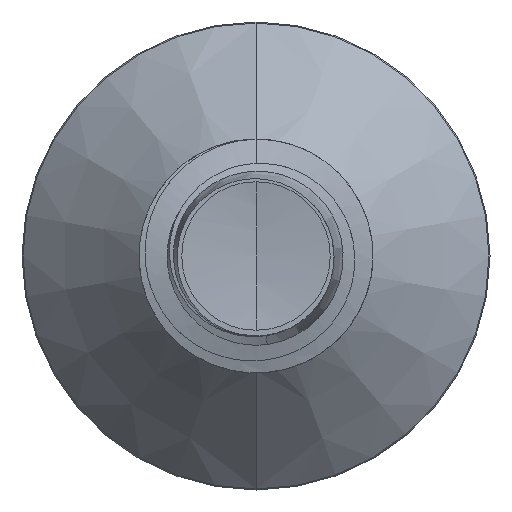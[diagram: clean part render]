
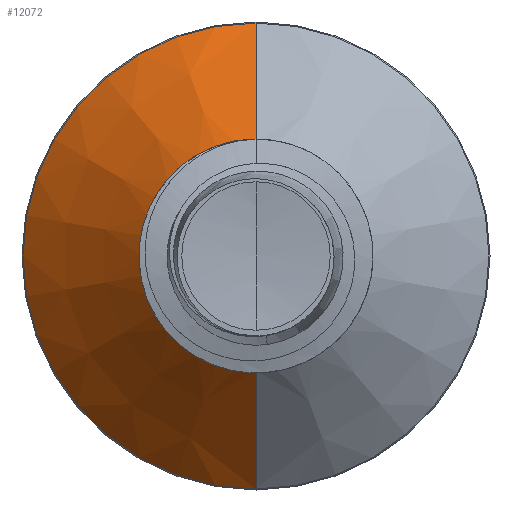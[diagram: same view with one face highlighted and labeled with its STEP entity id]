
A CAD part, front view. The second image highlights one B-rep face of the part: STEP entity #12072.
In plain terms, the highlighted conical face has half-angle 45 degrees and reference radius 1.08 mm.
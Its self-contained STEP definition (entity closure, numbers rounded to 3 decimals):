
#119 = ORIENTED_EDGE ( 'NONE', *, *, #5722, .T. ) ;
#327 = DIRECTION ( 'NONE',  ( 0., 0., 1. ) ) ;
#545 = CIRCLE ( 'NONE', #5718, 1.08 ) ;
#875 = VECTOR ( 'NONE', #12757, 1000. ) ;
#926 = LINE ( 'NONE', #6844, #875 ) ;
#1124 = CARTESIAN_POINT ( 'NONE',  ( 0., 3.64, -2.19 ) ) ;
#1207 = EDGE_CURVE ( 'NONE', #8437, #7124, #2773, .T. ) ;
#1665 = CARTESIAN_POINT ( 'NONE',  ( 0., 2.53, -1.08 ) ) ;
#2115 = ORIENTED_EDGE ( 'NONE', *, *, #12433, .F. ) ;
#2288 = ORIENTED_EDGE ( 'NONE', *, *, #6561, .T. ) ;
#2608 = DIRECTION ( 'NONE',  ( 0., 1., 0. ) ) ;
#2773 = CIRCLE ( 'NONE', #8612, 2.19 ) ;
#3188 = DIRECTION ( 'NONE',  ( 0., 1., 0. ) ) ;
#4554 = VERTEX_POINT ( 'NONE', #10219 ) ;
#4873 = VERTEX_POINT ( 'NONE', #7544 ) ;
#5718 = AXIS2_PLACEMENT_3D ( 'NONE', #12425, #6511, #327 ) ;
#5722 = EDGE_CURVE ( 'NONE', #4554, #7124, #926, .T. ) ;
#6073 = CARTESIAN_POINT ( 'NONE',  ( 0., 3.64, 0. ) ) ;
#6299 = DIRECTION ( 'NONE',  ( 0., 0., 1. ) ) ;
#6511 = DIRECTION ( 'NONE',  ( 0., 1., 0. ) ) ;
#6561 = EDGE_CURVE ( 'NONE', #4873, #4554, #545, .T. ) ;
#6584 = VECTOR ( 'NONE', #12669, 1000. ) ;
#6844 = CARTESIAN_POINT ( 'NONE',  ( 0., 2.53, 1.08 ) ) ;
#7124 = VERTEX_POINT ( 'NONE', #9032 ) ;
#7544 = CARTESIAN_POINT ( 'NONE',  ( 0., 2.53, -1.08 ) ) ;
#8437 = VERTEX_POINT ( 'NONE', #1124 ) ;
#8612 = AXIS2_PLACEMENT_3D ( 'NONE', #6073, #3188, #6299 ) ;
#8877 = ORIENTED_EDGE ( 'NONE', *, *, #1207, .F. ) ;
#9032 = CARTESIAN_POINT ( 'NONE',  ( 0., 3.64, 2.19 ) ) ;
#9523 = CONICAL_SURFACE ( 'NONE', #10706, 1.08, 0.785 ) ;
#9626 = CARTESIAN_POINT ( 'NONE',  ( 0., 2.53, 0. ) ) ;
#9820 = FACE_OUTER_BOUND ( 'NONE', #10063, .T. ) ;
#10063 = EDGE_LOOP ( 'NONE', ( #2115, #2288, #119, #8877 ) ) ;
#10219 = CARTESIAN_POINT ( 'NONE',  ( 0., 2.53, 1.08 ) ) ;
#10706 = AXIS2_PLACEMENT_3D ( 'NONE', #9626, #2608, #11628 ) ;
#11628 = DIRECTION ( 'NONE',  ( 0., 0., 1. ) ) ;
#11836 = LINE ( 'NONE', #1665, #6584 ) ;
#12072 = ADVANCED_FACE ( 'NONE', ( #9820 ), #9523, .T. ) ;
#12425 = CARTESIAN_POINT ( 'NONE',  ( 0., 2.53, 0. ) ) ;
#12433 = EDGE_CURVE ( 'NONE', #4873, #8437, #11836, .T. ) ;
#12669 = DIRECTION ( 'NONE',  ( 0., 0.707, -0.707 ) ) ;
#12757 = DIRECTION ( 'NONE',  ( 0., 0.707, 0.707 ) ) ;
